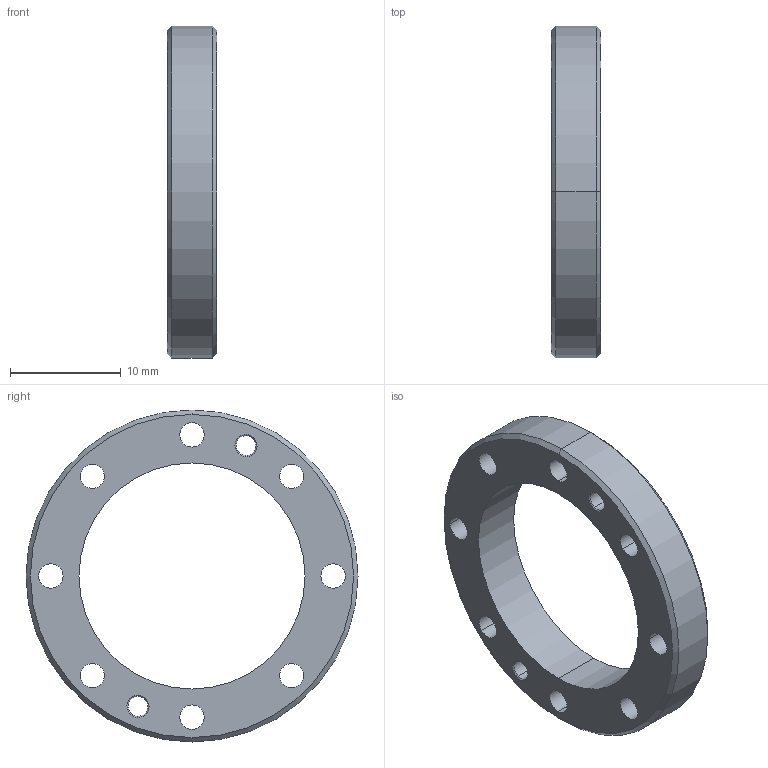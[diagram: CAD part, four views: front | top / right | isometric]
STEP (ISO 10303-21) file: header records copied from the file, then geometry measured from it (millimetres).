
FILE_DESCRIPTION((''),'2;1');
FILE_NAME('HFUC-8-100-2A-R_A','2021-10-19T14:05:29',('silo-mech'),(''),'CREO PARAMETRIC BY PTC INC, 2020454','CREO PARAMETRIC BY PTC INC, 2020454','');
FILE_SCHEMA(('CONFIG_CONTROL_DESIGN'));
Length unit declared in the file: millimetre
Products named in the file (1): HFUC-8-100-2A-R_A
Bounding box: 4.5 x 30 x 30 mm (x, y, z)
Volume: 1527.1 mm3; surface area: 1657.6 mm2
Topology: 1 solids, 1 shells, 44 faces, 108 edges, 68 vertices
Faces by surface type: cylinder 28, cone 12, plane 4
Entity records: 1406 total; most frequent: DIRECTION 264, CARTESIAN_POINT 220, ORIENTED_EDGE 216, AXIS2_PLACEMENT_3D 112, EDGE_CURVE 108, VERTEX_POINT 68, EDGE_LOOP 68, CIRCLE 68
